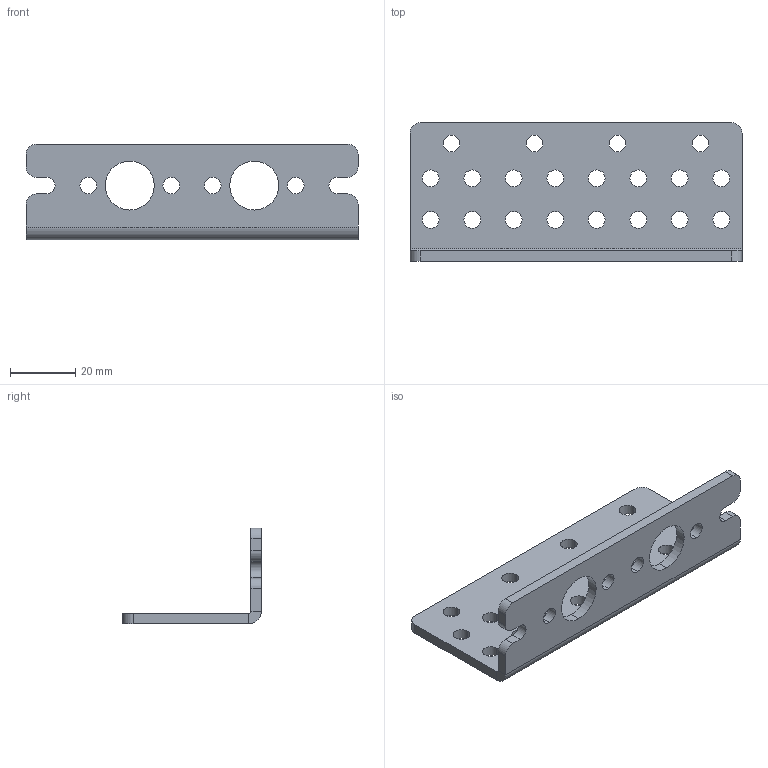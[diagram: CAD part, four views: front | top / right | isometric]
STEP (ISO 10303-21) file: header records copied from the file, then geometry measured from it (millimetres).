
FILE_DESCRIPTION (( 'STEP AP203' ), '1' );
FILE_NAME ('am-5748 AM14U6 2026 Front Back Bumper Bracket.STEP', '2025-09-22T21:26:45', ( '' ), ( '' ), 'SwSTEP 2.0', 'SolidWorks 2024', '' );
FILE_SCHEMA (( 'CONFIG_CONTROL_DESIGN' ));
Length unit declared in the file: inch
Products named in the file (1): am-5748 AM14U6 2026 Front Back Bumper Bracket
Bounding box: 101.6 x 42.42 x 29.34 mm (x, y, z)
Volume: 18791.5 mm3; surface area: 14497.1 mm2
Topology: 1 solids, 1 shells, 82 faces, 232 edges, 152 vertices
Faces by surface type: cylinder 64, plane 18
Entity records: 2903 total; most frequent: DIRECTION 526, CARTESIAN_POINT 467, ORIENTED_EDGE 464, EDGE_CURVE 232, AXIS2_PLACEMENT_3D 211, VERTEX_POINT 152, EDGE_LOOP 134, CIRCLE 128
